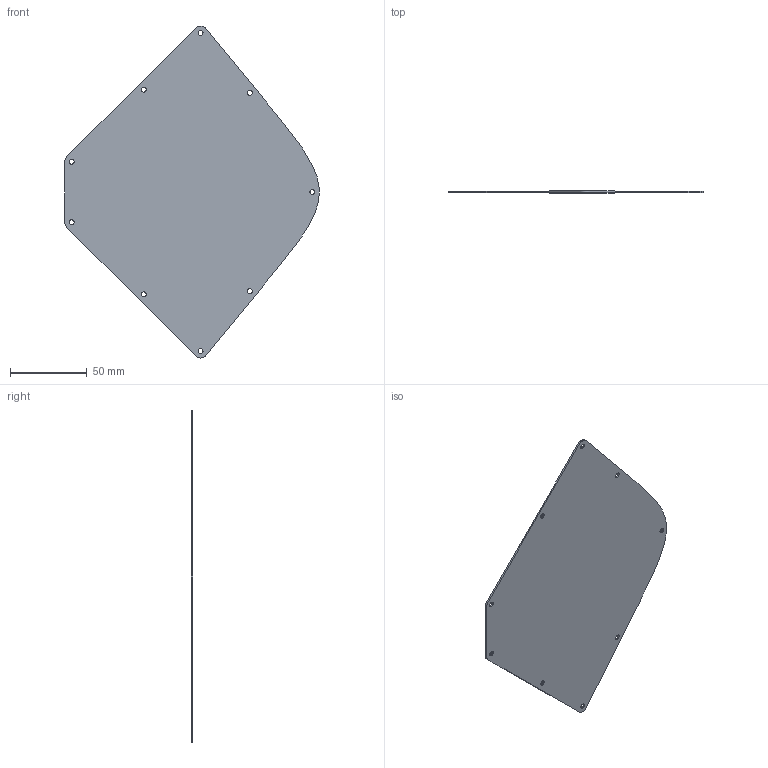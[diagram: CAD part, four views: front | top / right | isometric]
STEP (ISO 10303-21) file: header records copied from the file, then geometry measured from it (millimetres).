
FILE_DESCRIPTION (( 'STEP AP203' ), '1' );
FILE_NAME ('445-00248 Access Panel Solid-RevA.step', '2026-01-23T23:22:46', ( '' ), ( '' ), 'SwSTEP 2.0', 'SolidWorks 2020', '' );
FILE_SCHEMA (( 'CONFIG_CONTROL_DESIGN' ));
Length unit declared in the file: millimetre
Products named in the file (1): 445-00248 Access Panel Solid-RevA
Bounding box: 165.77 x 1 x 216.2 mm (x, y, z)
Volume: 21271.6 mm3; surface area: 43188.3 mm2
Topology: 1 solids, 1 shells, 31 faces, 87 edges, 58 vertices
Faces by surface type: cylinder 23, plane 7, bspline 1
Entity records: 1306 total; most frequent: CARTESIAN_POINT 350, DIRECTION 193, ORIENTED_EDGE 174, EDGE_CURVE 87, AXIS2_PLACEMENT_3D 77, VERTEX_POINT 58, EDGE_LOOP 49, CIRCLE 46
